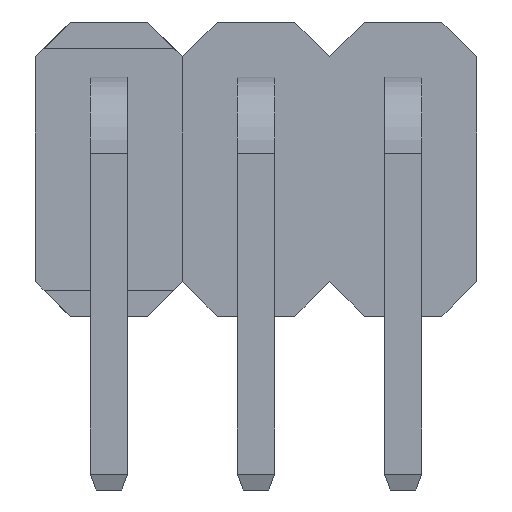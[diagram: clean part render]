
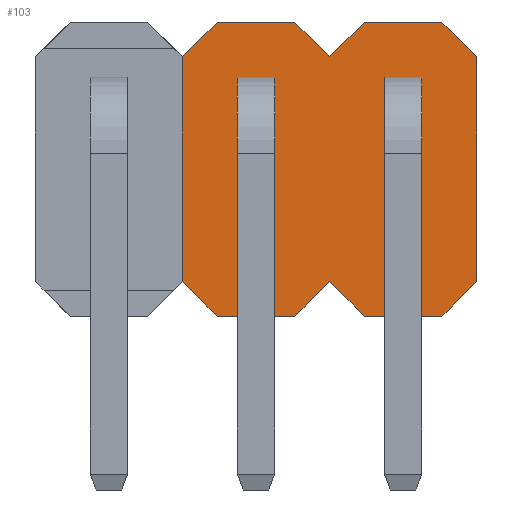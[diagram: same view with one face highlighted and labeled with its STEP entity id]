
A CAD part, front view. The second image highlights one B-rep face of the part: STEP entity #103.
In plain terms, the highlighted planar face has unit normal (0, -1, 0).
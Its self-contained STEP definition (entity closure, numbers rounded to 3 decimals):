
#103=ADVANCED_FACE('',(#1711,#1713,#1715,#1717,#1719),#1721,.F.);
#1711=FACE_BOUND('',#1712,.T.);
#1712=EDGE_LOOP('',(#3014,#3015,#3016,#3017,#3018,#3019,#3020,#3021,#3022,#3023,
#3024,#3025,#3026,#3027));
#1713=FACE_BOUND('',#1714,.T.);
#1714=EDGE_LOOP('',(#3028,#3029,#3030,#3031));
#1715=FACE_BOUND('',#1716,.T.);
#1716=EDGE_LOOP('',(#3032,#3033,#3034,#3035));
#1717=FACE_BOUND('',#1718,.T.);
#1718=EDGE_LOOP('',(#3036,#3037,#3038,#3039));
#1719=FACE_BOUND('',#1720,.T.);
#1720=EDGE_LOOP('',(#3040,#3041,#3042,#3043));
#1721=PLANE('',#1722);
#1722=AXIS2_PLACEMENT_3D('',#1723,#1724,#1725);
#1723=CARTESIAN_POINT('',(2.54,1.34,0.));
#1724=DIRECTION('',(-0.,1.,0.));
#1725=DIRECTION('',(1.,0.,0.));
#3014=ORIENTED_EDGE('',*,*,#3881,.F.);
#3015=ORIENTED_EDGE('',*,*,#3882,.F.);
#3016=ORIENTED_EDGE('',*,*,#3883,.F.);
#3017=ORIENTED_EDGE('',*,*,#3884,.F.);
#3018=ORIENTED_EDGE('',*,*,#3885,.F.);
#3019=ORIENTED_EDGE('',*,*,#3886,.F.);
#3020=ORIENTED_EDGE('',*,*,#3887,.F.);
#3021=ORIENTED_EDGE('',*,*,#3888,.F.);
#3022=ORIENTED_EDGE('',*,*,#3889,.F.);
#3023=ORIENTED_EDGE('',*,*,#3815,.F.);
#3024=ORIENTED_EDGE('',*,*,#3879,.F.);
#3025=ORIENTED_EDGE('',*,*,#3890,.F.);
#3026=ORIENTED_EDGE('',*,*,#3891,.F.);
#3027=ORIENTED_EDGE('',*,*,#3892,.F.);
#3028=ORIENTED_EDGE('',*,*,#3893,.F.);
#3029=ORIENTED_EDGE('',*,*,#3894,.F.);
#3030=ORIENTED_EDGE('',*,*,#3895,.F.);
#3031=ORIENTED_EDGE('',*,*,#3896,.F.);
#3032=ORIENTED_EDGE('',*,*,#3897,.F.);
#3033=ORIENTED_EDGE('',*,*,#3898,.F.);
#3034=ORIENTED_EDGE('',*,*,#3899,.F.);
#3035=ORIENTED_EDGE('',*,*,#3900,.F.);
#3036=ORIENTED_EDGE('',*,*,#3901,.F.);
#3037=ORIENTED_EDGE('',*,*,#3902,.F.);
#3038=ORIENTED_EDGE('',*,*,#3903,.F.);
#3039=ORIENTED_EDGE('',*,*,#3904,.F.);
#3040=ORIENTED_EDGE('',*,*,#3905,.F.);
#3041=ORIENTED_EDGE('',*,*,#3906,.F.);
#3042=ORIENTED_EDGE('',*,*,#3907,.F.);
#3043=ORIENTED_EDGE('',*,*,#3908,.F.);
#3815=EDGE_CURVE('',#4259,#4261,#4262,.T.);
#3879=EDGE_CURVE('',#4385,#4259,#4386,.T.);
#3881=EDGE_CURVE('',#4388,#4389,#4390,.T.);
#3882=EDGE_CURVE('',#4391,#4388,#4392,.T.);
#3883=EDGE_CURVE('',#4393,#4391,#4394,.T.);
#3884=EDGE_CURVE('',#4395,#4393,#4396,.T.);
#3885=EDGE_CURVE('',#4397,#4395,#4398,.T.);
#3886=EDGE_CURVE('',#4399,#4397,#4400,.T.);
#3887=EDGE_CURVE('',#4401,#4399,#4402,.T.);
#3888=EDGE_CURVE('',#4403,#4401,#4404,.T.);
#3889=EDGE_CURVE('',#4261,#4403,#4405,.T.);
#3890=EDGE_CURVE('',#4406,#4385,#4407,.T.);
#3891=EDGE_CURVE('',#4408,#4406,#4409,.T.);
#3892=EDGE_CURVE('',#4389,#4408,#4410,.T.);
#3893=EDGE_CURVE('',#4411,#4412,#4413,.F.);
#3894=EDGE_CURVE('',#4414,#4411,#4415,.F.);
#3895=EDGE_CURVE('',#4416,#4414,#4417,.F.);
#3896=EDGE_CURVE('',#4412,#4416,#4418,.F.);
#3897=EDGE_CURVE('',#4419,#4420,#4421,.F.);
#3898=EDGE_CURVE('',#4422,#4419,#4423,.F.);
#3899=EDGE_CURVE('',#4424,#4422,#4425,.F.);
#3900=EDGE_CURVE('',#4420,#4424,#4426,.F.);
#3901=EDGE_CURVE('',#4427,#4428,#4429,.F.);
#3902=EDGE_CURVE('',#4430,#4427,#4431,.F.);
#3903=EDGE_CURVE('',#4432,#4430,#4433,.F.);
#3904=EDGE_CURVE('',#4428,#4432,#4434,.F.);
#3905=EDGE_CURVE('',#4435,#4436,#4437,.F.);
#3906=EDGE_CURVE('',#4438,#4435,#4439,.F.);
#3907=EDGE_CURVE('',#4440,#4438,#4441,.F.);
#3908=EDGE_CURVE('',#4436,#4440,#4442,.F.);
#4259=VERTEX_POINT('',#4985);
#4261=VERTEX_POINT('',#4989);
#4262=LINE('',#4990,#4991);
#4385=VERTEX_POINT('',#5241);
#4386=LINE('',#5242,#5243);
#4388=VERTEX_POINT('',#5248);
#4389=VERTEX_POINT('',#5249);
#4390=LINE('',#5250,#5251);
#4391=VERTEX_POINT('',#5253);
#4392=LINE('',#5254,#5255);
#4393=VERTEX_POINT('',#5257);
#4394=LINE('',#5258,#5259);
#4395=VERTEX_POINT('',#5261);
#4396=LINE('',#5262,#5263);
#4397=VERTEX_POINT('',#5265);
#4398=LINE('',#5266,#5267);
#4399=VERTEX_POINT('',#5269);
#4400=LINE('',#5270,#5271);
#4401=VERTEX_POINT('',#5273);
#4402=LINE('',#5274,#5275);
#4403=VERTEX_POINT('',#5277);
#4404=LINE('',#5278,#5279);
#4405=LINE('',#5281,#5282);
#4406=VERTEX_POINT('',#5284);
#4407=LINE('',#5285,#5286);
#4408=VERTEX_POINT('',#5288);
#4409=LINE('',#5289,#5290);
#4410=LINE('',#5292,#5293);
#4411=VERTEX_POINT('',#5295);
#4412=VERTEX_POINT('',#5296);
#4413=LINE('',#5297,#5298);
#4414=VERTEX_POINT('',#5300);
#4415=LINE('',#5301,#5302);
#4416=VERTEX_POINT('',#5304);
#4417=LINE('',#5305,#5306);
#4418=LINE('',#5308,#5309);
#4419=VERTEX_POINT('',#5311);
#4420=VERTEX_POINT('',#5312);
#4421=LINE('',#5313,#5314);
#4422=VERTEX_POINT('',#5316);
#4423=LINE('',#5317,#5318);
#4424=VERTEX_POINT('',#5320);
#4425=LINE('',#5321,#5322);
#4426=LINE('',#5324,#5325);
#4427=VERTEX_POINT('',#5327);
#4428=VERTEX_POINT('',#5328);
#4429=LINE('',#5329,#5330);
#4430=VERTEX_POINT('',#5332);
#4431=LINE('',#5333,#5334);
#4432=VERTEX_POINT('',#5336);
#4433=LINE('',#5337,#5338);
#4434=LINE('',#5340,#5341);
#4435=VERTEX_POINT('',#5343);
#4436=VERTEX_POINT('',#5344);
#4437=LINE('',#5345,#5346);
#4438=VERTEX_POINT('',#5348);
#4439=LINE('',#5349,#5350);
#4440=VERTEX_POINT('',#5352);
#4441=LINE('',#5353,#5354);
#4442=LINE('',#5356,#5357);
#4985=CARTESIAN_POINT('',(6.35,1.34,4.48));
#4989=CARTESIAN_POINT('',(6.35,1.34,0.6));
#4990=CARTESIAN_POINT('',(6.35,1.34,4.48));
#4991=VECTOR('',#4992,1.);
#4992=DIRECTION('',(0.,0.,-1.));
#5241=CARTESIAN_POINT('',(5.75,1.34,5.08));
#5242=CARTESIAN_POINT('',(5.75,1.34,5.08));
#5243=VECTOR('',#5244,1.);
#5244=DIRECTION('',(0.707,0.,-0.707));
#5248=CARTESIAN_POINT('',(1.87,1.34,5.08));
#5249=CARTESIAN_POINT('',(3.21,1.34,5.08));
#5250=CARTESIAN_POINT('',(1.87,1.34,5.08));
#5251=VECTOR('',#5252,1.);
#5252=DIRECTION('',(1.,0.,0.));
#5253=CARTESIAN_POINT('',(1.27,1.34,4.48));
#5254=CARTESIAN_POINT('',(1.27,1.34,4.48));
#5255=VECTOR('',#5256,1.);
#5256=DIRECTION('',(0.707,0.,0.707));
#5257=CARTESIAN_POINT('',(1.27,1.34,0.6));
#5258=CARTESIAN_POINT('',(1.27,1.34,0.6));
#5259=VECTOR('',#5260,1.);
#5260=DIRECTION('',(0.,0.,1.));
#5261=CARTESIAN_POINT('',(1.87,1.34,0.));
#5262=CARTESIAN_POINT('',(1.87,1.34,0.));
#5263=VECTOR('',#5264,1.);
#5264=DIRECTION('',(-0.707,0.,0.707));
#5265=CARTESIAN_POINT('',(3.21,1.34,0.));
#5266=CARTESIAN_POINT('',(3.21,1.34,0.));
#5267=VECTOR('',#5268,1.);
#5268=DIRECTION('',(-1.,0.,0.));
#5269=CARTESIAN_POINT('',(3.81,1.34,0.6));
#5270=CARTESIAN_POINT('',(3.81,1.34,0.6));
#5271=VECTOR('',#5272,1.);
#5272=DIRECTION('',(-0.707,0.,-0.707));
#5273=CARTESIAN_POINT('',(4.41,1.34,0.));
#5274=CARTESIAN_POINT('',(4.41,1.34,0.));
#5275=VECTOR('',#5276,1.);
#5276=DIRECTION('',(-0.707,0.,0.707));
#5277=CARTESIAN_POINT('',(5.75,1.34,0.));
#5278=CARTESIAN_POINT('',(5.75,1.34,0.));
#5279=VECTOR('',#5280,1.);
#5280=DIRECTION('',(-1.,0.,0.));
#5281=CARTESIAN_POINT('',(6.35,1.34,0.6));
#5282=VECTOR('',#5283,1.);
#5283=DIRECTION('',(-0.707,0.,-0.707));
#5284=CARTESIAN_POINT('',(4.41,1.34,5.08));
#5285=CARTESIAN_POINT('',(4.41,1.34,5.08));
#5286=VECTOR('',#5287,1.);
#5287=DIRECTION('',(1.,0.,0.));
#5288=CARTESIAN_POINT('',(3.81,1.34,4.48));
#5289=CARTESIAN_POINT('',(3.81,1.34,4.48));
#5290=VECTOR('',#5291,1.);
#5291=DIRECTION('',(0.707,0.,0.707));
#5292=CARTESIAN_POINT('',(3.21,1.34,5.08));
#5293=VECTOR('',#5294,1.);
#5294=DIRECTION('',(0.707,0.,-0.707));
#5295=CARTESIAN_POINT('',(2.86,1.34,3.49));
#5296=CARTESIAN_POINT('',(2.86,1.34,4.13));
#5297=CARTESIAN_POINT('',(2.86,1.34,4.13));
#5298=VECTOR('',#5299,1.);
#5299=DIRECTION('',(0.,0.,-1.));
#5300=CARTESIAN_POINT('',(2.22,1.34,3.49));
#5301=CARTESIAN_POINT('',(2.86,1.34,3.49));
#5302=VECTOR('',#5303,1.);
#5303=DIRECTION('',(-1.,0.,0.));
#5304=CARTESIAN_POINT('',(2.22,1.34,4.13));
#5305=CARTESIAN_POINT('',(2.22,1.34,3.49));
#5306=VECTOR('',#5307,1.);
#5307=DIRECTION('',(0.,0.,1.));
#5308=CARTESIAN_POINT('',(2.22,1.34,4.13));
#5309=VECTOR('',#5310,1.);
#5310=DIRECTION('',(1.,0.,0.));
#5311=CARTESIAN_POINT('',(5.4,1.34,3.49));
#5312=CARTESIAN_POINT('',(5.4,1.34,4.13));
#5313=CARTESIAN_POINT('',(5.4,1.34,4.13));
#5314=VECTOR('',#5315,1.);
#5315=DIRECTION('',(0.,0.,-1.));
#5316=CARTESIAN_POINT('',(4.76,1.34,3.49));
#5317=CARTESIAN_POINT('',(5.4,1.34,3.49));
#5318=VECTOR('',#5319,1.);
#5319=DIRECTION('',(-1.,0.,0.));
#5320=CARTESIAN_POINT('',(4.76,1.34,4.13));
#5321=CARTESIAN_POINT('',(4.76,1.34,3.49));
#5322=VECTOR('',#5323,1.);
#5323=DIRECTION('',(0.,0.,1.));
#5324=CARTESIAN_POINT('',(4.76,1.34,4.13));
#5325=VECTOR('',#5326,1.);
#5326=DIRECTION('',(1.,0.,0.));
#5327=CARTESIAN_POINT('',(4.76,1.34,1.59));
#5328=CARTESIAN_POINT('',(4.76,1.34,0.95));
#5329=CARTESIAN_POINT('',(4.76,1.34,0.95));
#5330=VECTOR('',#5331,1.);
#5331=DIRECTION('',(0.,0.,1.));
#5332=CARTESIAN_POINT('',(5.4,1.34,1.59));
#5333=CARTESIAN_POINT('',(4.76,1.34,1.59));
#5334=VECTOR('',#5335,1.);
#5335=DIRECTION('',(1.,0.,0.));
#5336=CARTESIAN_POINT('',(5.4,1.34,0.95));
#5337=CARTESIAN_POINT('',(5.4,1.34,1.59));
#5338=VECTOR('',#5339,1.);
#5339=DIRECTION('',(0.,0.,-1.));
#5340=CARTESIAN_POINT('',(5.4,1.34,0.95));
#5341=VECTOR('',#5342,1.);
#5342=DIRECTION('',(-1.,0.,0.));
#5343=CARTESIAN_POINT('',(2.22,1.34,1.59));
#5344=CARTESIAN_POINT('',(2.22,1.34,0.95));
#5345=CARTESIAN_POINT('',(2.22,1.34,0.95));
#5346=VECTOR('',#5347,1.);
#5347=DIRECTION('',(0.,0.,1.));
#5348=CARTESIAN_POINT('',(2.86,1.34,1.59));
#5349=CARTESIAN_POINT('',(2.22,1.34,1.59));
#5350=VECTOR('',#5351,1.);
#5351=DIRECTION('',(1.,0.,0.));
#5352=CARTESIAN_POINT('',(2.86,1.34,0.95));
#5353=CARTESIAN_POINT('',(2.86,1.34,1.59));
#5354=VECTOR('',#5355,1.);
#5355=DIRECTION('',(0.,0.,-1.));
#5356=CARTESIAN_POINT('',(2.86,1.34,0.95));
#5357=VECTOR('',#5358,1.);
#5358=DIRECTION('',(-1.,0.,0.));
